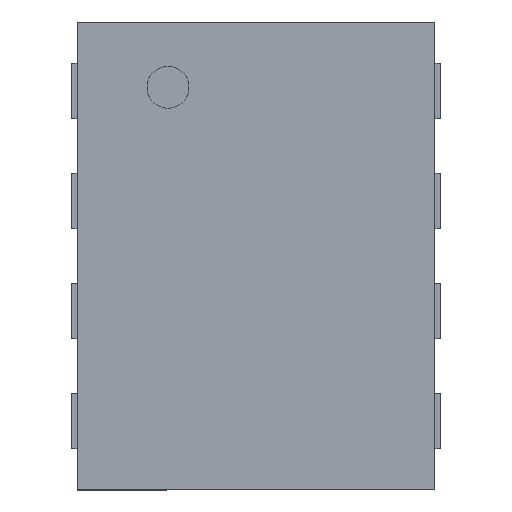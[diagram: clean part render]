
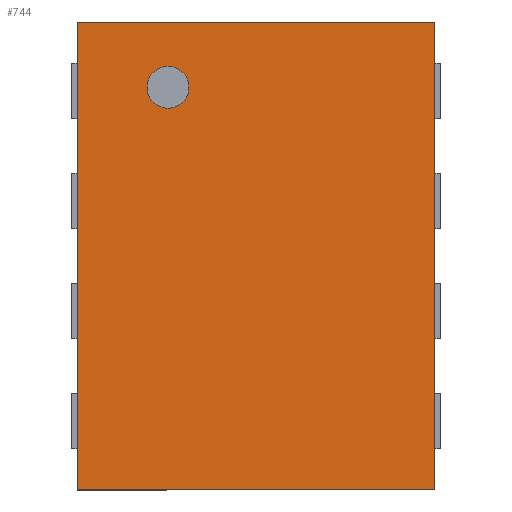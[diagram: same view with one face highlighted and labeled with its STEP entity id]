
A CAD part, top view. The second image highlights one B-rep face of the part: STEP entity #744.
In plain terms, the highlighted planar face has unit normal (0, 0, 1).
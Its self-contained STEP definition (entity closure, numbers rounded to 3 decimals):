
#186 = DIRECTION ( 'NONE',  ( 1., 0., 0. ) ) ;
#198 = EDGE_LOOP ( 'NONE', ( #2498, #1451, #910, #947 ) ) ;
#234 = AXIS2_PLACEMENT_3D ( 'NONE', #2677, #1455, #1286 ) ;
#334 = VECTOR ( 'NONE', #2142, 1000. ) ;
#345 = CARTESIAN_POINT ( 'NONE',  ( 0.65, -0.85, 0.4 ) ) ;
#373 = VERTEX_POINT ( 'NONE', #1231 ) ;
#408 = EDGE_CURVE ( 'NONE', #1835, #1384, #650, .T. ) ;
#462 = CARTESIAN_POINT ( 'NONE',  ( 0.65, 0.85, 0.4 ) ) ;
#543 = CARTESIAN_POINT ( 'NONE',  ( -0.65, -0.85, 0.4 ) ) ;
#569 = CARTESIAN_POINT ( 'NONE',  ( 0.65, 0.85, 0.4 ) ) ;
#582 = CARTESIAN_POINT ( 'NONE',  ( -0.65, -0.85, 0.4 ) ) ;
#615 = EDGE_CURVE ( 'NONE', #1073, #2596, #757, .T. ) ;
#621 = CARTESIAN_POINT ( 'NONE',  ( -0.65, 0.85, 0.4 ) ) ;
#648 = ORIENTED_EDGE ( 'NONE', *, *, #2082, .F. ) ;
#650 = LINE ( 'NONE', #880, #334 ) ;
#712 = CARTESIAN_POINT ( 'NONE',  ( 0., 0., 0.4 ) ) ;
#744 = ADVANCED_FACE ( 'NONE', ( #2500, #1048 ), #1289, .T. ) ;
#757 = LINE ( 'NONE', #543, #1474 ) ;
#847 = VERTEX_POINT ( 'NONE', #1588 ) ;
#866 = DIRECTION ( 'NONE',  ( 1., 0., 0. ) ) ;
#880 = CARTESIAN_POINT ( 'NONE',  ( 0.65, -0.85, 0.4 ) ) ;
#910 = ORIENTED_EDGE ( 'NONE', *, *, #408, .T. ) ;
#947 = ORIENTED_EDGE ( 'NONE', *, *, #1783, .T. ) ;
#1048 = FACE_OUTER_BOUND ( 'NONE', #198, .T. ) ;
#1073 = VERTEX_POINT ( 'NONE', #621 ) ;
#1082 = VECTOR ( 'NONE', #866, 1000. ) ;
#1231 = CARTESIAN_POINT ( 'NONE',  ( -0.244, 0.613, 0.4 ) ) ;
#1275 = CARTESIAN_POINT ( 'NONE',  ( -0.32, 0.613, 0.4 ) ) ;
#1286 = DIRECTION ( 'NONE',  ( 1., 0., 0. ) ) ;
#1289 = PLANE ( 'NONE',  #1612 ) ;
#1341 = ORIENTED_EDGE ( 'NONE', *, *, #1431, .F. ) ;
#1384 = VERTEX_POINT ( 'NONE', #569 ) ;
#1413 = CIRCLE ( 'NONE', #2130, 0.076 ) ;
#1431 = EDGE_CURVE ( 'NONE', #373, #847, #1653, .T. ) ;
#1451 = ORIENTED_EDGE ( 'NONE', *, *, #2277, .T. ) ;
#1455 = DIRECTION ( 'NONE',  ( 0., 0., 1. ) ) ;
#1474 = VECTOR ( 'NONE', #1615, 1000. ) ;
#1516 = DIRECTION ( 'NONE',  ( -1., 0., 0. ) ) ;
#1588 = CARTESIAN_POINT ( 'NONE',  ( -0.396, 0.613, 0.4 ) ) ;
#1612 = AXIS2_PLACEMENT_3D ( 'NONE', #712, #2193, #2600 ) ;
#1615 = DIRECTION ( 'NONE',  ( 0., -1., 0. ) ) ;
#1653 = CIRCLE ( 'NONE', #234, 0.076 ) ;
#1753 = LINE ( 'NONE', #462, #2309 ) ;
#1783 = EDGE_CURVE ( 'NONE', #1384, #1073, #1753, .T. ) ;
#1835 = VERTEX_POINT ( 'NONE', #345 ) ;
#2051 = DIRECTION ( 'NONE',  ( 0., 0., 1. ) ) ;
#2082 = EDGE_CURVE ( 'NONE', #847, #373, #1413, .T. ) ;
#2130 = AXIS2_PLACEMENT_3D ( 'NONE', #1275, #2051, #186 ) ;
#2142 = DIRECTION ( 'NONE',  ( 0., 1., 0. ) ) ;
#2193 = DIRECTION ( 'NONE',  ( 0., 0., 1. ) ) ;
#2277 = EDGE_CURVE ( 'NONE', #2596, #1835, #2355, .T. ) ;
#2309 = VECTOR ( 'NONE', #1516, 1000. ) ;
#2355 = LINE ( 'NONE', #2369, #1082 ) ;
#2369 = CARTESIAN_POINT ( 'NONE',  ( 0.65, -0.85, 0.4 ) ) ;
#2498 = ORIENTED_EDGE ( 'NONE', *, *, #615, .T. ) ;
#2500 = FACE_BOUND ( 'NONE', #2508, .T. ) ;
#2508 = EDGE_LOOP ( 'NONE', ( #1341, #648 ) ) ;
#2596 = VERTEX_POINT ( 'NONE', #582 ) ;
#2600 = DIRECTION ( 'NONE',  ( 1., 0., 0. ) ) ;
#2677 = CARTESIAN_POINT ( 'NONE',  ( -0.32, 0.613, 0.4 ) ) ;
